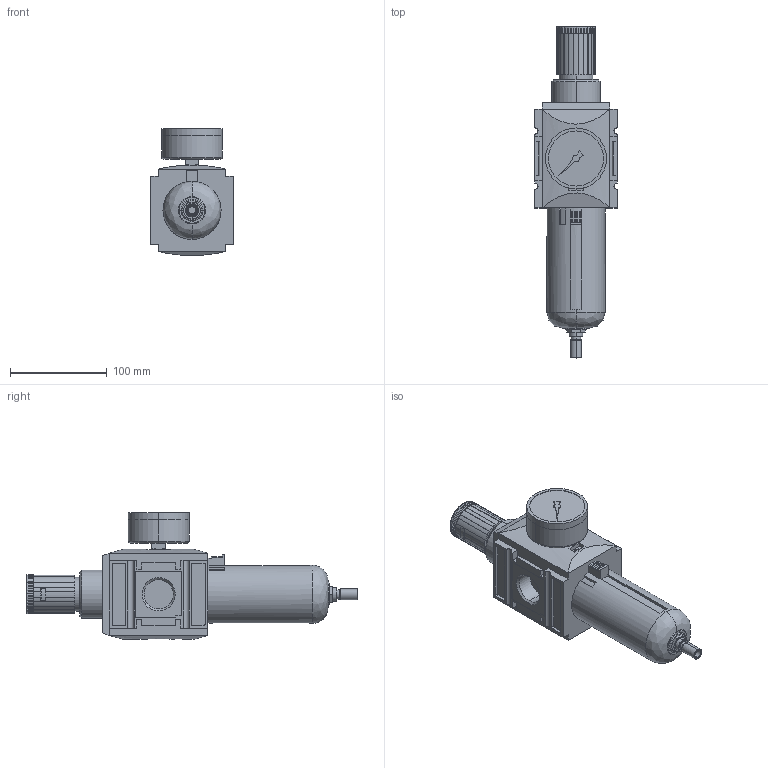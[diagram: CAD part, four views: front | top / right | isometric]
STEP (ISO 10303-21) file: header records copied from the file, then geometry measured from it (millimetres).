
FILE_DESCRIPTION (( 'STEP AP214' ), '1' );
FILE_NAME ('KN-KFRG401_8_GAM.STEP', '2018-08-30T11:18:53', ( '' ), ( '' ), 'SwSTEP 2.0', 'SolidWorks 2018', '' );
FILE_SCHEMA (( 'AUTOMOTIVE_DESIGN' ));
Length unit declared in the file: millimetre
Products named in the file (1): KN-KFRG401_8_GAM
Bounding box: 85 x 343 x 131.14 mm (x, y, z)
Volume: 1285074.2 mm3; surface area: 124983 mm2
Topology: 4 solids, 4 shells, 604 faces, 1560 edges, 1008 vertices
Faces by surface type: plane 307, cylinder 211, torus 52, cone 32, bspline 2
Entity records: 26320 total; most frequent: CARTESIAN_POINT 4870, ORIENTED_EDGE 3120, DIRECTION 3065, EDGE_CURVE 1560, AXIS2_PLACEMENT_3D 1145, VERTEX_POINT 1008, VECTOR 775, LINE 775
